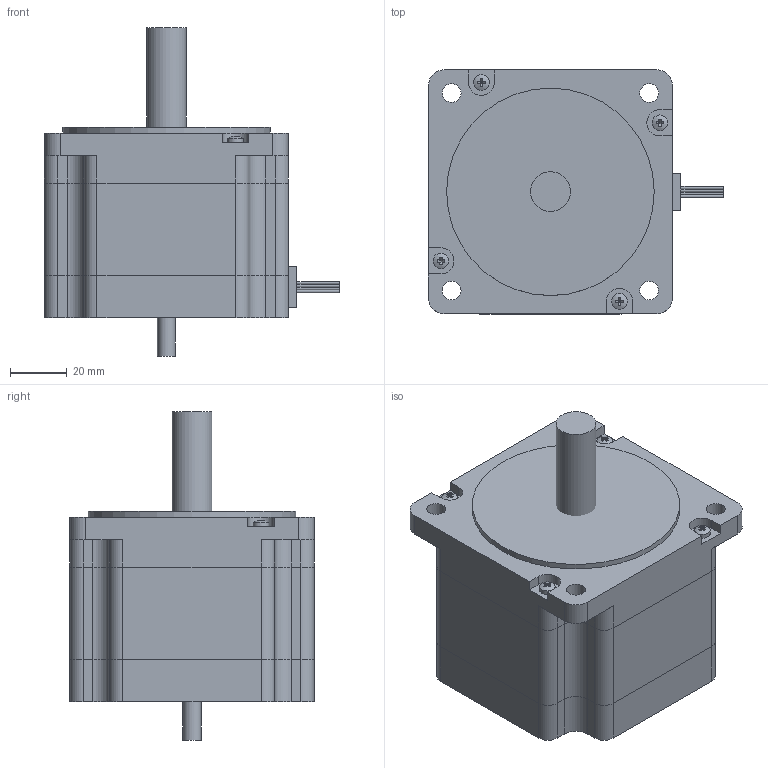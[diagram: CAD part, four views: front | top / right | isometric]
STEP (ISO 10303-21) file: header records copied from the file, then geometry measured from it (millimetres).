
FILE_DESCRIPTION(/* description */ (''),/* implementation_level */ '2;1');
FILE_NAME(/* name */ 'ST8918S4508-B.stp',/* time_stamp */ '2015-09-09T14:13:41+02:00',/* author */ ('schneid_a'),/* organization */ (''),/* preprocessor_version */ 'ST-DEVELOPER v16.1',/* originating_system */ 'Autodesk Inventor 2016',/* authorisation */ '');
FILE_SCHEMA (('AUTOMOTIVE_DESIGN { 1 0 10303 214 3 1 1 }'));
Length unit declared in the file: centimetre
Products named in the file (1): ST8918S4508-B
Bounding box: 103.85 x 85.85 x 115.5 mm (x, y, z)
Volume: 446895.1 mm3; surface area: 67685.2 mm2
Topology: 20 solids, 20 shells, 313 faces, 700 edges, 403 vertices
Faces by surface type: plane 201, cylinder 98, cone 10, sphere 4
Full cylindrical faces by diameter (mm): 1 x5, 1.567 x6, 2 x1, 2.459 x4, 4 x4, 5.5 x4, 6.35 x1, 6.6 x4, 14 x1, 73.025 x1
Entity records: 8622 total; most frequent: DIRECTION 1559, CARTESIAN_POINT 1347, ORIENTED_EDGE 1312, EDGE_CURVE 647, AXIS2_PLACEMENT_3D 598, VERTEX_POINT 386, EDGE_LOOP 372, LINE 363
